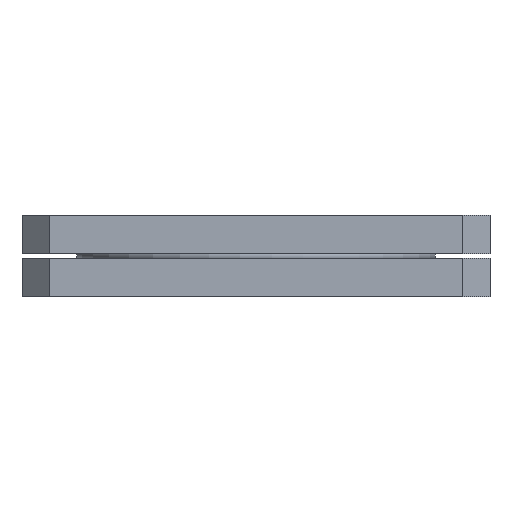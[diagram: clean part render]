
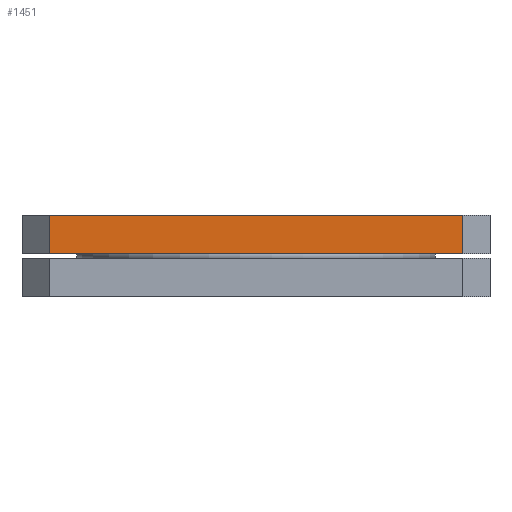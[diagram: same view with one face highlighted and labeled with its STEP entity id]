
A CAD part, front view. The second image highlights one B-rep face of the part: STEP entity #1451.
In plain terms, the highlighted planar face has unit normal (0, -1, 0).
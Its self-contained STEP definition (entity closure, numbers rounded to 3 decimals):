
#15 = DIRECTION ( 'NONE',  ( 0., 0., -1. ) ) ;
#114 = VERTEX_POINT ( 'NONE', #1708 ) ;
#162 = CARTESIAN_POINT ( 'NONE',  ( 23., -26., 0. ) ) ;
#174 = VECTOR ( 'NONE', #1820, 1000. ) ;
#236 = FACE_OUTER_BOUND ( 'NONE', #571, .T. ) ;
#251 = ORIENTED_EDGE ( 'NONE', *, *, #1705, .T. ) ;
#304 = DIRECTION ( 'NONE',  ( 0., 0., -1. ) ) ;
#334 = EDGE_CURVE ( 'NONE', #972, #114, #490, .T. ) ;
#340 = AXIS2_PLACEMENT_3D ( 'NONE', #1316, #888, #15 ) ;
#345 = CARTESIAN_POINT ( 'NONE',  ( -225., -26., -4.25 ) ) ;
#382 = CARTESIAN_POINT ( 'NONE',  ( -23., -26., 0. ) ) ;
#406 = VERTEX_POINT ( 'NONE', #759 ) ;
#443 = VECTOR ( 'NONE', #304, 1000. ) ;
#485 = ORIENTED_EDGE ( 'NONE', *, *, #620, .T. ) ;
#490 = LINE ( 'NONE', #1321, #443 ) ;
#571 = EDGE_LOOP ( 'NONE', ( #251, #1479, #485, #1335 ) ) ;
#588 = PLANE ( 'NONE',  #340 ) ;
#620 = EDGE_CURVE ( 'NONE', #1261, #972, #710, .T. ) ;
#697 = DIRECTION ( 'NONE',  ( 0., 0., 1. ) ) ;
#710 = LINE ( 'NONE', #1685, #1837 ) ;
#759 = CARTESIAN_POINT ( 'NONE',  ( 23., -26., -4.25 ) ) ;
#838 = LINE ( 'NONE', #1283, #1135 ) ;
#888 = DIRECTION ( 'NONE',  ( 0., -1., 0. ) ) ;
#972 = VERTEX_POINT ( 'NONE', #382 ) ;
#1089 = EDGE_CURVE ( 'NONE', #406, #1261, #838, .T. ) ;
#1135 = VECTOR ( 'NONE', #697, 1000. ) ;
#1261 = VERTEX_POINT ( 'NONE', #162 ) ;
#1283 = CARTESIAN_POINT ( 'NONE',  ( 23., -26., 0. ) ) ;
#1316 = CARTESIAN_POINT ( 'NONE',  ( 26., -26., 0. ) ) ;
#1321 = CARTESIAN_POINT ( 'NONE',  ( -23., -26., 0. ) ) ;
#1330 = LINE ( 'NONE', #345, #174 ) ;
#1335 = ORIENTED_EDGE ( 'NONE', *, *, #334, .T. ) ;
#1451 = ADVANCED_FACE ( 'NONE', ( #236 ), #588, .T. ) ;
#1479 = ORIENTED_EDGE ( 'NONE', *, *, #1089, .T. ) ;
#1542 = DIRECTION ( 'NONE',  ( -1., 0., 0. ) ) ;
#1685 = CARTESIAN_POINT ( 'NONE',  ( 26., -26., 0. ) ) ;
#1705 = EDGE_CURVE ( 'NONE', #114, #406, #1330, .T. ) ;
#1708 = CARTESIAN_POINT ( 'NONE',  ( -23., -26., -4.25 ) ) ;
#1820 = DIRECTION ( 'NONE',  ( 1., 0., 0. ) ) ;
#1837 = VECTOR ( 'NONE', #1542, 1000. ) ;
